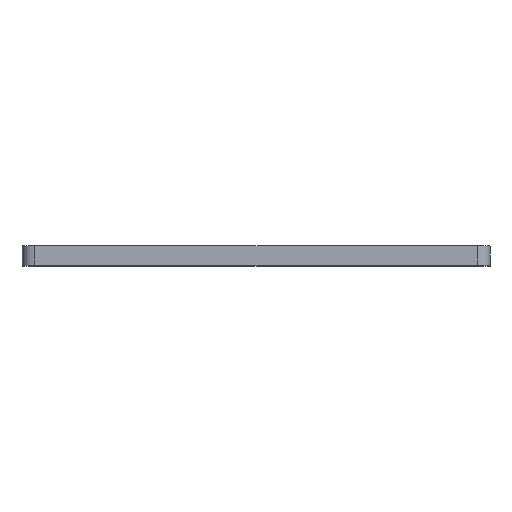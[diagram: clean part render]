
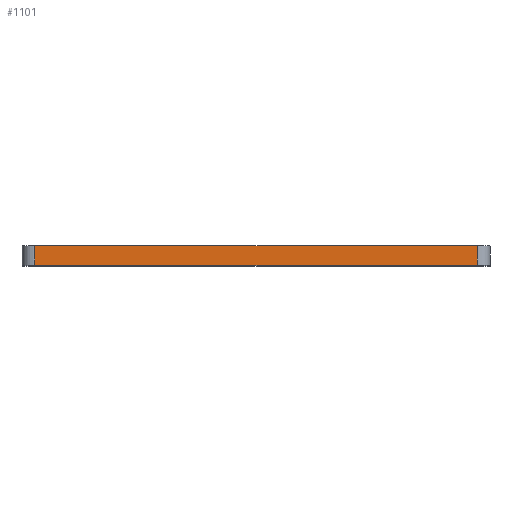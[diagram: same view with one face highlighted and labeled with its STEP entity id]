
A CAD part, top view. The second image highlights one B-rep face of the part: STEP entity #1101.
In plain terms, the highlighted planar face has unit normal (0, 0, 1).
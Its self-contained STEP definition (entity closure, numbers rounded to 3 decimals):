
#125 = PLANE ( 'NONE',  #987 ) ;
#296 = CARTESIAN_POINT ( 'NONE',  ( -172.5, 7.5, 245. ) ) ;
#303 = ORIENTED_EDGE ( 'NONE', *, *, #2491, .F. ) ;
#395 = CARTESIAN_POINT ( 'NONE',  ( -172.5, 7.5, 245. ) ) ;
#408 = DIRECTION ( 'NONE',  ( 1., 0., 0. ) ) ;
#421 = DIRECTION ( 'NONE',  ( 0., -1., 0. ) ) ;
#533 = VERTEX_POINT ( 'NONE', #605 ) ;
#605 = CARTESIAN_POINT ( 'NONE',  ( 172.5, -7.5, 245. ) ) ;
#893 = VERTEX_POINT ( 'NONE', #296 ) ;
#906 = LINE ( 'NONE', #913, #1368 ) ;
#913 = CARTESIAN_POINT ( 'NONE',  ( 172.5, 7.5, 245. ) ) ;
#987 = AXIS2_PLACEMENT_3D ( 'NONE', #1348, #2037, #1316 ) ;
#1096 = FACE_OUTER_BOUND ( 'NONE', #2792, .T. ) ;
#1101 = ADVANCED_FACE ( 'NONE', ( #1096 ), #125, .F. ) ;
#1316 = DIRECTION ( 'NONE',  ( -1., 0., 0. ) ) ;
#1348 = CARTESIAN_POINT ( 'NONE',  ( -182.5, 7.5, 245. ) ) ;
#1368 = VECTOR ( 'NONE', #2512, 1000. ) ;
#1507 = LINE ( 'NONE', #395, #2196 ) ;
#1603 = LINE ( 'NONE', #1770, #2704 ) ;
#1646 = EDGE_CURVE ( 'NONE', #2894, #533, #1603, .T. ) ;
#1689 = ORIENTED_EDGE ( 'NONE', *, *, #2316, .T. ) ;
#1716 = ORIENTED_EDGE ( 'NONE', *, *, #2787, .T. ) ;
#1717 = CARTESIAN_POINT ( 'NONE',  ( 172.5, 7.5, 245. ) ) ;
#1770 = CARTESIAN_POINT ( 'NONE',  ( -182.5, -7.5, 245. ) ) ;
#2017 = VECTOR ( 'NONE', #408, 1000. ) ;
#2037 = DIRECTION ( 'NONE',  ( 0., 0., -1. ) ) ;
#2196 = VECTOR ( 'NONE', #421, 1000. ) ;
#2309 = CARTESIAN_POINT ( 'NONE',  ( -172.5, -7.5, 245. ) ) ;
#2316 = EDGE_CURVE ( 'NONE', #533, #2430, #906, .T. ) ;
#2380 = LINE ( 'NONE', #2687, #2017 ) ;
#2430 = VERTEX_POINT ( 'NONE', #1717 ) ;
#2471 = DIRECTION ( 'NONE',  ( 1., 0., 0. ) ) ;
#2491 = EDGE_CURVE ( 'NONE', #893, #2430, #2380, .T. ) ;
#2512 = DIRECTION ( 'NONE',  ( 0., 1., 0. ) ) ;
#2687 = CARTESIAN_POINT ( 'NONE',  ( -182.5, 7.5, 245. ) ) ;
#2704 = VECTOR ( 'NONE', #2471, 1000. ) ;
#2787 = EDGE_CURVE ( 'NONE', #893, #2894, #1507, .T. ) ;
#2792 = EDGE_LOOP ( 'NONE', ( #303, #1716, #2942, #1689 ) ) ;
#2894 = VERTEX_POINT ( 'NONE', #2309 ) ;
#2942 = ORIENTED_EDGE ( 'NONE', *, *, #1646, .T. ) ;
